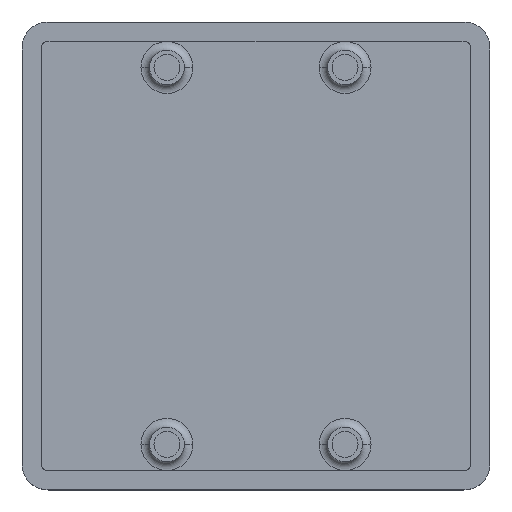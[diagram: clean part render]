
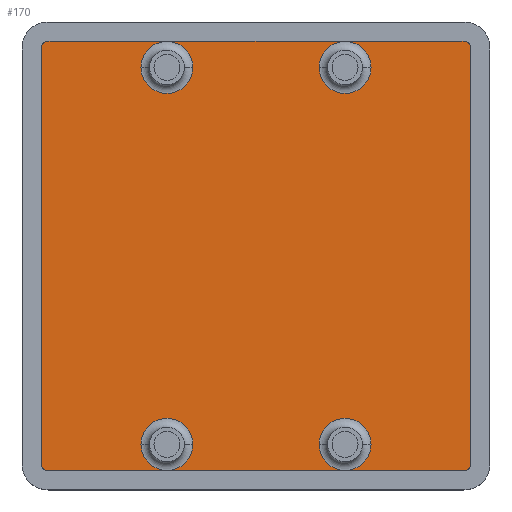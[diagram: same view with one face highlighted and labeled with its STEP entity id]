
A CAD part, top view. The second image highlights one B-rep face of the part: STEP entity #170.
In plain terms, the highlighted planar face has unit normal (0, 0, 1).
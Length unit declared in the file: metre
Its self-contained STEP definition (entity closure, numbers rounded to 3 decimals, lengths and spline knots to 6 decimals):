
#170=ADVANCED_FACE('0:24741',(#390),#391,.F.);
#390=FACE_OUTER_BOUND('',#656,.T.);
#391=PLANE('',#657);
#656=EDGE_LOOP('',(#1099,#1100,#1101,#1102,#1103,#1104,#1105,#1106,#1107,#1108,#1109,#1110,#1111,#1112,#1113,#1114,#1115,#1116,#1117,#1118,#1119,#1120,#1121,#1122,#1123,#1124,#1125,#1126));
#657=AXIS2_PLACEMENT_3D('',#1127,#1128,#1129);
#1099=ORIENTED_EDGE('',*,*,#1658,.F.);
#1100=ORIENTED_EDGE('',*,*,#1632,.F.);
#1101=ORIENTED_EDGE('',*,*,#1719,.F.);
#1102=ORIENTED_EDGE('',*,*,#1666,.F.);
#1103=ORIENTED_EDGE('',*,*,#1680,.F.);
#1104=ORIENTED_EDGE('',*,*,#1720,.F.);
#1105=ORIENTED_EDGE('',*,*,#1563,.F.);
#1106=ORIENTED_EDGE('',*,*,#1721,.F.);
#1107=ORIENTED_EDGE('',*,*,#1679,.F.);
#1108=ORIENTED_EDGE('',*,*,#1707,.F.);
#1109=ORIENTED_EDGE('',*,*,#1722,.F.);
#1110=ORIENTED_EDGE('',*,*,#1708,.F.);
#1111=ORIENTED_EDGE('',*,*,#1678,.F.);
#1112=ORIENTED_EDGE('',*,*,#1723,.F.);
#1113=ORIENTED_EDGE('',*,*,#1646,.F.);
#1114=ORIENTED_EDGE('',*,*,#1724,.F.);
#1115=ORIENTED_EDGE('',*,*,#1725,.F.);
#1116=ORIENTED_EDGE('',*,*,#1726,.F.);
#1117=ORIENTED_EDGE('',*,*,#1727,.F.);
#1118=ORIENTED_EDGE('',*,*,#1728,.F.);
#1119=ORIENTED_EDGE('',*,*,#1729,.F.);
#1120=ORIENTED_EDGE('',*,*,#1730,.F.);
#1121=ORIENTED_EDGE('',*,*,#1731,.F.);
#1122=ORIENTED_EDGE('',*,*,#1732,.F.);
#1123=ORIENTED_EDGE('',*,*,#1662,.F.);
#1124=ORIENTED_EDGE('',*,*,#1733,.F.);
#1125=ORIENTED_EDGE('',*,*,#1734,.F.);
#1126=ORIENTED_EDGE('',*,*,#1735,.F.);
#1127=CARTESIAN_POINT('',(0.0,0.0,0.006));
#1128=DIRECTION('',(0.0,0.0,-1.0));
#1129=DIRECTION('',(0.0,-1.0,0.0));
#1563=EDGE_CURVE('',#1853,#1855,#1856,.T.);
#1632=EDGE_CURVE('',#1980,#1981,#1982,.F.);
#1646=EDGE_CURVE('',#1998,#1996,#2000,.F.);
#1658=EDGE_CURVE('',#1981,#2016,#2018,.F.);
#1662=EDGE_CURVE('',#2022,#2020,#2024,.T.);
#1666=EDGE_CURVE('',#2028,#2026,#2030,.F.);
#1678=EDGE_CURVE('',#2047,#2048,#2049,.F.);
#1679=EDGE_CURVE('',#2048,#2050,#2051,.F.);
#1680=EDGE_CURVE('',#2050,#2028,#2052,.F.);
#1707=EDGE_CURVE('',#2092,#2048,#2094,.T.);
#1708=EDGE_CURVE('',#2048,#2090,#2095,.T.);
#1719=EDGE_CURVE('',#2026,#1980,#2112,.F.);
#1720=EDGE_CURVE('',#1855,#2050,#2113,.T.);
#1721=EDGE_CURVE('',#2050,#1853,#2114,.T.);
#1722=EDGE_CURVE('',#2090,#2092,#2115,.T.);
#1723=EDGE_CURVE('',#1996,#2047,#2116,.F.);
#1724=EDGE_CURVE('',#2117,#1998,#2118,.F.);
#1725=EDGE_CURVE('',#2119,#2117,#2120,.F.);
#1726=EDGE_CURVE('',#2121,#2119,#2122,.F.);
#1727=EDGE_CURVE('',#2123,#2121,#2124,.F.);
#1728=EDGE_CURVE('',#2125,#2123,#2126,.T.);
#1729=EDGE_CURVE('',#2127,#2125,#2128,.T.);
#1730=EDGE_CURVE('',#2123,#2127,#2129,.T.);
#1731=EDGE_CURVE('',#2130,#2123,#2131,.F.);
#1732=EDGE_CURVE('',#2020,#2130,#2132,.T.);
#1733=EDGE_CURVE('',#2130,#2022,#2133,.T.);
#1734=EDGE_CURVE('',#2134,#2130,#2135,.F.);
#1735=EDGE_CURVE('',#2016,#2134,#2136,.F.);
#1853=VERTEX_POINT('',#2273);
#1855=VERTEX_POINT('',#2275);
#1856=CIRCLE('',#2276,0.003);
#1980=VERTEX_POINT('',#2429);
#1981=VERTEX_POINT('',#2430);
#1982=LINE('',#2431,#2432);
#1996=VERTEX_POINT('',#2454);
#1998=VERTEX_POINT('',#2457);
#2000=CIRCLE('',#2460,0.00063);
#2016=VERTEX_POINT('',#2479);
#2018=CIRCLE('',#2482,0.00063);
#2020=VERTEX_POINT('',#2484);
#2022=VERTEX_POINT('',#2486);
#2024=CIRCLE('',#2488,0.003);
#2026=VERTEX_POINT('',#2490);
#2028=VERTEX_POINT('',#2493);
#2030=CIRCLE('',#2496,0.00063);
#2047=VERTEX_POINT('',#2517);
#2048=VERTEX_POINT('',#2518);
#2049=LINE('',#2519,#2520);
#2050=VERTEX_POINT('',#2521);
#2051=LINE('',#2522,#2523);
#2052=LINE('',#2524,#2525);
#2090=VERTEX_POINT('',#2574);
#2092=VERTEX_POINT('',#2576);
#2094=CIRCLE('',#2578,0.003);
#2095=CIRCLE('',#2579,0.003);
#2112=CIRCLE('',#2600,0.00063);
#2113=CIRCLE('',#2601,0.003);
#2114=CIRCLE('',#2602,0.003);
#2115=CIRCLE('',#2603,0.003);
#2116=CIRCLE('',#2604,0.00063);
#2117=VERTEX_POINT('',#2605);
#2118=LINE('',#2606,#2607);
#2119=VERTEX_POINT('',#2608);
#2120=CIRCLE('',#2609,0.00063);
#2121=VERTEX_POINT('',#2610);
#2122=CIRCLE('',#2611,0.00063);
#2123=VERTEX_POINT('',#2612);
#2124=LINE('',#2613,#2614);
#2125=VERTEX_POINT('',#2615);
#2126=CIRCLE('',#2616,0.003);
#2127=VERTEX_POINT('',#2617);
#2128=CIRCLE('',#2618,0.003);
#2129=CIRCLE('',#2619,0.003);
#2130=VERTEX_POINT('',#2620);
#2131=LINE('',#2621,#2622);
#2132=CIRCLE('',#2623,0.003);
#2133=CIRCLE('',#2624,0.003);
#2134=VERTEX_POINT('',#2625);
#2135=LINE('',#2626,#2627);
#2136=CIRCLE('',#2628,0.00063);
#2273=CARTESIAN_POINT('',(0.007275,0.02175,0.006));
#2275=CARTESIAN_POINT('',(0.013275,0.02175,0.006));
#2276=AXIS2_PLACEMENT_3D('',#2799,#2800,#2801);
#2429=CARTESIAN_POINT('',(0.02475,0.02412,0.006));
#2430=CARTESIAN_POINT('',(0.02475,-0.02412,0.006));
#2431=CARTESIAN_POINT('',(0.02475,0.0,0.006));
#2432=VECTOR('',#2918,0.000001);
#2454=CARTESIAN_POINT('',(-0.024565,0.024565,0.006));
#2457=CARTESIAN_POINT('',(-0.02475,0.02412,0.006));
#2460=AXIS2_PLACEMENT_3D('',#2929,#2930,#2931);
#2479=CARTESIAN_POINT('',(0.024565,-0.024565,0.006));
#2482=AXIS2_PLACEMENT_3D('',#2948,#2949,#2950);
#2484=CARTESIAN_POINT('',(0.007275,-0.02175,0.006));
#2486=CARTESIAN_POINT('',(0.013275,-0.02175,0.006));
#2488=AXIS2_PLACEMENT_3D('',#2957,#2958,#2959);
#2490=CARTESIAN_POINT('',(0.024565,0.024565,0.006));
#2493=CARTESIAN_POINT('',(0.02412,0.02475,0.006));
#2496=AXIS2_PLACEMENT_3D('',#2962,#2963,#2964);
#2517=CARTESIAN_POINT('',(-0.02412,0.02475,0.006));
#2518=CARTESIAN_POINT('',(-0.010275,0.02475,0.006));
#2519=CARTESIAN_POINT('',(0.0,0.02475,0.006));
#2520=VECTOR('',#2981,0.000001);
#2521=CARTESIAN_POINT('',(0.010275,0.02475,0.006));
#2522=CARTESIAN_POINT('',(0.0,0.02475,0.006));
#2523=VECTOR('',#2982,0.000001);
#2524=CARTESIAN_POINT('',(0.0,0.02475,0.006));
#2525=VECTOR('',#2983,0.000001);
#2574=CARTESIAN_POINT('',(-0.013275,0.02175,0.006));
#2576=CARTESIAN_POINT('',(-0.007275,0.02175,0.006));
#2578=AXIS2_PLACEMENT_3D('',#3022,#3023,#3024);
#2579=AXIS2_PLACEMENT_3D('',#3025,#3026,#3027);
#2600=AXIS2_PLACEMENT_3D('',#3041,#3042,#3043);
#2601=AXIS2_PLACEMENT_3D('',#3044,#3045,#3046);
#2602=AXIS2_PLACEMENT_3D('',#3047,#3048,#3049);
#2603=AXIS2_PLACEMENT_3D('',#3050,#3051,#3052);
#2604=AXIS2_PLACEMENT_3D('',#3053,#3054,#3055);
#2605=CARTESIAN_POINT('',(-0.02475,-0.02412,0.006));
#2606=CARTESIAN_POINT('',(-0.02475,0.0,0.006));
#2607=VECTOR('',#3056,0.000001);
#2608=CARTESIAN_POINT('',(-0.024565,-0.024565,0.006));
#2609=AXIS2_PLACEMENT_3D('',#3057,#3058,#3059);
#2610=CARTESIAN_POINT('',(-0.02412,-0.02475,0.006));
#2611=AXIS2_PLACEMENT_3D('',#3060,#3061,#3062);
#2612=CARTESIAN_POINT('',(-0.010275,-0.02475,0.006));
#2613=CARTESIAN_POINT('',(0.0,-0.02475,0.006));
#2614=VECTOR('',#3063,0.000001);
#2615=CARTESIAN_POINT('',(-0.013275,-0.02175,0.006));
#2616=AXIS2_PLACEMENT_3D('',#3064,#3065,#3066);
#2617=CARTESIAN_POINT('',(-0.007275,-0.02175,0.006));
#2618=AXIS2_PLACEMENT_3D('',#3067,#3068,#3069);
#2619=AXIS2_PLACEMENT_3D('',#3070,#3071,#3072);
#2620=CARTESIAN_POINT('',(0.010275,-0.02475,0.006));
#2621=CARTESIAN_POINT('',(0.0,-0.02475,0.006));
#2622=VECTOR('',#3073,0.000001);
#2623=AXIS2_PLACEMENT_3D('',#3074,#3075,#3076);
#2624=AXIS2_PLACEMENT_3D('',#3077,#3078,#3079);
#2625=CARTESIAN_POINT('',(0.02412,-0.02475,0.006));
#2626=CARTESIAN_POINT('',(0.0,-0.02475,0.006));
#2627=VECTOR('',#3080,0.000001);
#2628=AXIS2_PLACEMENT_3D('',#3081,#3082,#3083);
#2799=CARTESIAN_POINT('',(0.010275,0.02175,0.006));
#2800=DIRECTION('',(0.0,-0.0,1.0));
#2801=DIRECTION('',(1.0,0.0,0.0));
#2918=DIRECTION('',(-0.0,1.0,0.0));
#2929=CARTESIAN_POINT('',(-0.02412,0.02412,0.006));
#2930=DIRECTION('',(0.0,0.0,1.0));
#2931=DIRECTION('',(-0.707,0.707,0.0));
#2948=CARTESIAN_POINT('',(0.02412,-0.02412,0.006));
#2949=DIRECTION('',(-0.0,0.0,1.0));
#2950=DIRECTION('',(0.707,-0.707,0.0));
#2957=CARTESIAN_POINT('',(0.010275,-0.02175,0.006));
#2958=DIRECTION('',(0.0,-0.0,1.0));
#2959=DIRECTION('',(1.0,0.0,0.0));
#2962=CARTESIAN_POINT('',(0.02412,0.02412,0.006));
#2963=DIRECTION('',(0.0,-0.0,1.0));
#2964=DIRECTION('',(0.707,0.707,0.0));
#2981=DIRECTION('',(-1.0,0.0,-0.0));
#2982=DIRECTION('',(-1.0,0.0,-0.0));
#2983=DIRECTION('',(-1.0,0.0,-0.0));
#3022=CARTESIAN_POINT('',(-0.010275,0.02175,0.006));
#3023=DIRECTION('',(0.0,-0.0,1.0));
#3024=DIRECTION('',(1.0,0.0,0.0));
#3025=CARTESIAN_POINT('',(-0.010275,0.02175,0.006));
#3026=DIRECTION('',(0.0,-0.0,1.0));
#3027=DIRECTION('',(1.0,0.0,0.0));
#3041=CARTESIAN_POINT('',(0.02412,0.02412,0.006));
#3042=DIRECTION('',(0.0,-0.0,1.0));
#3043=DIRECTION('',(0.707,0.707,0.0));
#3044=CARTESIAN_POINT('',(0.010275,0.02175,0.006));
#3045=DIRECTION('',(0.0,-0.0,1.0));
#3046=DIRECTION('',(1.0,0.0,0.0));
#3047=CARTESIAN_POINT('',(0.010275,0.02175,0.006));
#3048=DIRECTION('',(0.0,-0.0,1.0));
#3049=DIRECTION('',(1.0,0.0,0.0));
#3050=CARTESIAN_POINT('',(-0.010275,0.02175,0.006));
#3051=DIRECTION('',(0.0,-0.0,1.0));
#3052=DIRECTION('',(1.0,0.0,0.0));
#3053=CARTESIAN_POINT('',(-0.02412,0.02412,0.006));
#3054=DIRECTION('',(0.0,0.0,1.0));
#3055=DIRECTION('',(-0.707,0.707,0.0));
#3056=DIRECTION('',(-0.0,-1.0,-0.0));
#3057=CARTESIAN_POINT('',(-0.02412,-0.02412,0.006));
#3058=DIRECTION('',(0.0,0.0,1.0));
#3059=DIRECTION('',(-0.707,-0.707,0.0));
#3060=CARTESIAN_POINT('',(-0.02412,-0.02412,0.006));
#3061=DIRECTION('',(0.0,0.0,1.0));
#3062=DIRECTION('',(-0.707,-0.707,0.0));
#3063=DIRECTION('',(1.0,0.0,0.0));
#3064=CARTESIAN_POINT('',(-0.010275,-0.02175,0.006));
#3065=DIRECTION('',(0.0,-0.0,1.0));
#3066=DIRECTION('',(1.0,0.0,0.0));
#3067=CARTESIAN_POINT('',(-0.010275,-0.02175,0.006));
#3068=DIRECTION('',(0.0,-0.0,1.0));
#3069=DIRECTION('',(1.0,0.0,0.0));
#3070=CARTESIAN_POINT('',(-0.010275,-0.02175,0.006));
#3071=DIRECTION('',(0.0,-0.0,1.0));
#3072=DIRECTION('',(1.0,0.0,0.0));
#3073=DIRECTION('',(1.0,0.0,0.0));
#3074=CARTESIAN_POINT('',(0.010275,-0.02175,0.006));
#3075=DIRECTION('',(0.0,-0.0,1.0));
#3076=DIRECTION('',(1.0,0.0,0.0));
#3077=CARTESIAN_POINT('',(0.010275,-0.02175,0.006));
#3078=DIRECTION('',(0.0,-0.0,1.0));
#3079=DIRECTION('',(1.0,0.0,0.0));
#3080=DIRECTION('',(1.0,0.0,0.0));
#3081=CARTESIAN_POINT('',(0.02412,-0.02412,0.006));
#3082=DIRECTION('',(-0.0,0.0,1.0));
#3083=DIRECTION('',(0.707,-0.707,0.0));
